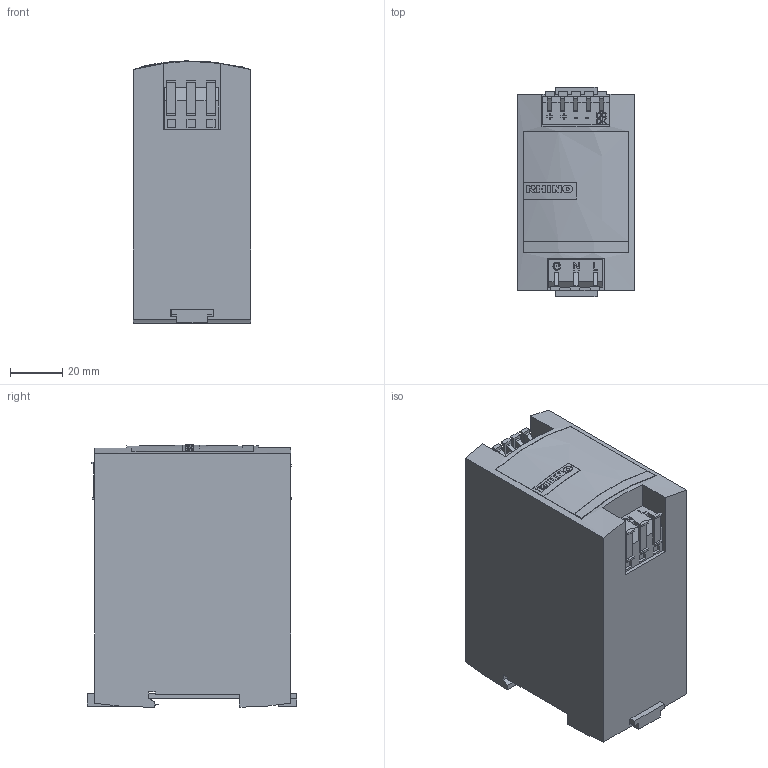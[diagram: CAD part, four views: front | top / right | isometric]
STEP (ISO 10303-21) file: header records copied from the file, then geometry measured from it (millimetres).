
FILE_DESCRIPTION (( 'STEP AP203' ), '1' );
FILE_NAME ('PSP12-060C.STEP', '2011-10-11T17:15:33', ( '.adc' ), ( '' ), 'SwSTEP 2.0', 'SolidWorks 2011', '' );
FILE_SCHEMA (( 'CONFIG_CONTROL_DESIGN' ));
Length unit declared in the file: millimetre
Products named in the file (1): PSP12-060C
Bounding box: 45 x 80 x 100.29 mm (x, y, z)
Volume: 319905.1 mm3; surface area: 39714.2 mm2
Topology: 3 solids, 3 shells, 485 faces, 1344 edges, 882 vertices
Faces by surface type: plane 414, bspline 71
Entity records: 17849 total; most frequent: CARTESIAN_POINT 5915, ORIENTED_EDGE 2688, DIRECTION 1994, EDGE_CURVE 1344, VECTOR 1164, LINE 1164, VERTEX_POINT 882, EDGE_LOOP 524
